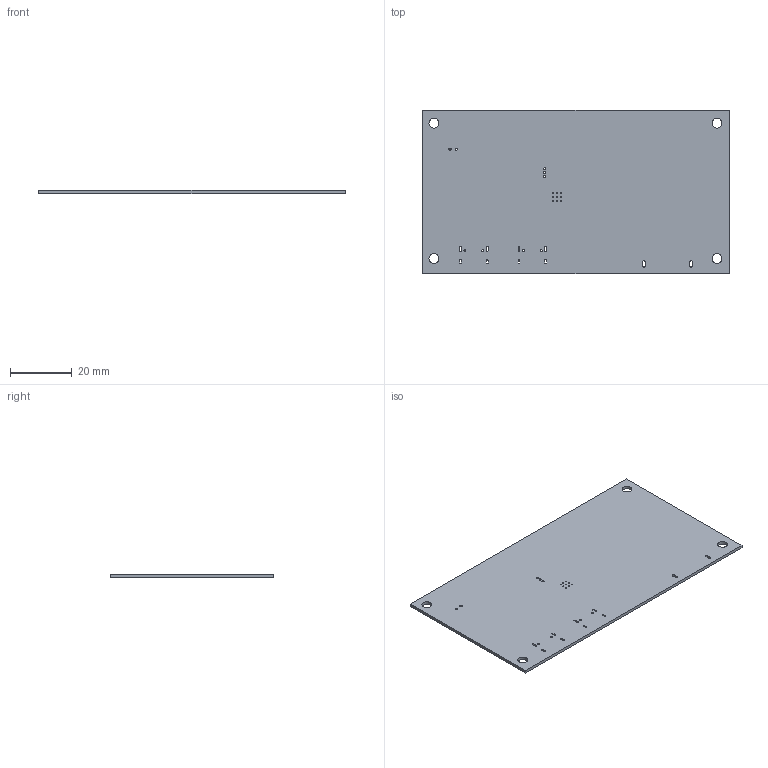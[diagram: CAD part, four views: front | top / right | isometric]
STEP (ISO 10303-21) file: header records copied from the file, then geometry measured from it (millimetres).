
FILE_DESCRIPTION(('KiCad electronic assembly'),'2;1');
FILE_NAME('RP2040GPSTracker.step','2022-03-03T00:38:52',('Pcbnew'),( 'Kicad'),'Open CASCADE STEP processor 7.6','KiCad to STEP converter' ,'Unknown');
FILE_SCHEMA(('AUTOMOTIVE_DESIGN { 1 0 10303 214 1 1 1 1 }'));
Length unit declared in the file: millimetre
Products named in the file (2): RP2040GPSTracker 1; RP2040GPSTracker PCB
Assembly tree (1 placements, depth 2):
  RP2040GPSTracker 1
    RP2040GPSTracker PCB
Bounding box: 99.59 x 53 x 1 mm (x, y, z)
Volume: 5232 mm3; surface area: 10879.2 mm2
Topology: 1 solids, 1 shells, 68 faces, 198 edges, 132 vertices
Faces by surface type: cylinder 42, plane 26
Full cylindrical faces by diameter (mm): 0.35 x9, 0.65 x4, 0.7 x3, 0.75 x2, 3.2 x4
Entity records: 5287 total; most frequent: CARTESIAN_POINT 1300, DIRECTION 734, LINE 426, VECTOR 426, ORIENTED_EDGE 396, PCURVE 396, DEFINITIONAL_REPRESENTATION 396, EDGE_CURVE 198
